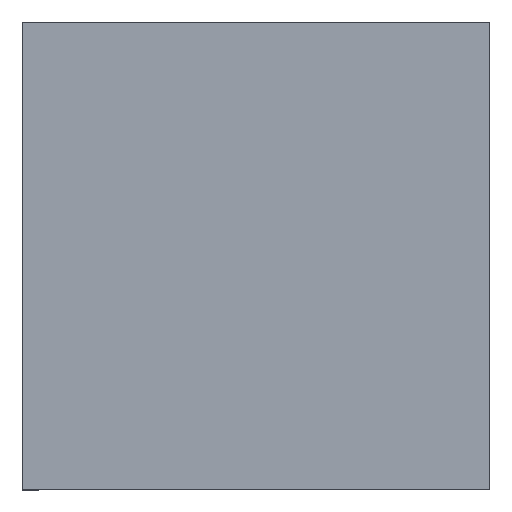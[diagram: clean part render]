
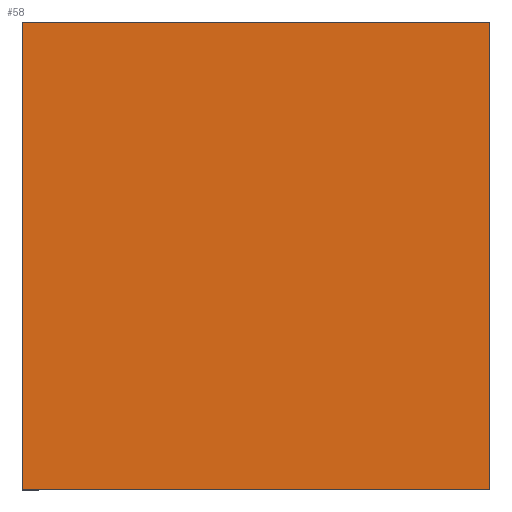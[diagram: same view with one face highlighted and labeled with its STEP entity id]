
A CAD part, top view. The second image highlights one B-rep face of the part: STEP entity #58.
In plain terms, the highlighted planar face has unit normal (0, 0, 1).
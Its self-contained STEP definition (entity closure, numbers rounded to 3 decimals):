
#14 = CARTESIAN_POINT ( 'NONE',  ( 12.7, 12.7, 1. ) ) ;
#16 = CARTESIAN_POINT ( 'NONE',  ( -12.7, 12.7, 1. ) ) ;
#23 = LINE ( 'NONE', #14, #223 ) ;
#58 = ADVANCED_FACE ( 'NONE', ( #95 ), #205, .T. ) ;
#62 = DIRECTION ( 'NONE',  ( 0., 0., 1. ) ) ;
#64 = CARTESIAN_POINT ( 'NONE',  ( -12.7, -12.7, 1. ) ) ;
#66 = CARTESIAN_POINT ( 'NONE',  ( 12.7, -12.7, 1. ) ) ;
#67 = VERTEX_POINT ( 'NONE', #66 ) ;
#76 = CARTESIAN_POINT ( 'NONE',  ( 0., 0., 1. ) ) ;
#81 = LINE ( 'NONE', #138, #131 ) ;
#90 = VERTEX_POINT ( 'NONE', #121 ) ;
#95 = FACE_OUTER_BOUND ( 'NONE', #176, .T. ) ;
#101 = EDGE_CURVE ( 'NONE', #118, #67, #81, .T. ) ;
#103 = VERTEX_POINT ( 'NONE', #210 ) ;
#105 = DIRECTION ( 'NONE',  ( 0., 1., 0. ) ) ;
#106 = VECTOR ( 'NONE', #162, 1000. ) ;
#107 = CARTESIAN_POINT ( 'NONE',  ( -12.7, 12.7, 1. ) ) ;
#118 = VERTEX_POINT ( 'NONE', #64 ) ;
#121 = CARTESIAN_POINT ( 'NONE',  ( -12.7, 12.7, 1. ) ) ;
#126 = ORIENTED_EDGE ( 'NONE', *, *, #101, .T. ) ;
#127 = DIRECTION ( 'NONE',  ( 1., 0., 0. ) ) ;
#131 = VECTOR ( 'NONE', #155, 1000. ) ;
#135 = EDGE_CURVE ( 'NONE', #67, #103, #23, .T. ) ;
#138 = CARTESIAN_POINT ( 'NONE',  ( -12.7, -12.7, 1. ) ) ;
#142 = DIRECTION ( 'NONE',  ( -1., 0., 0. ) ) ;
#149 = LINE ( 'NONE', #107, #106 ) ;
#155 = DIRECTION ( 'NONE',  ( 1., 0., 0. ) ) ;
#156 = LINE ( 'NONE', #16, #208 ) ;
#160 = EDGE_CURVE ( 'NONE', #103, #90, #156, .T. ) ;
#162 = DIRECTION ( 'NONE',  ( 0., -1., 0. ) ) ;
#176 = EDGE_LOOP ( 'NONE', ( #226, #126, #185, #184 ) ) ;
#184 = ORIENTED_EDGE ( 'NONE', *, *, #160, .T. ) ;
#185 = ORIENTED_EDGE ( 'NONE', *, *, #135, .T. ) ;
#198 = AXIS2_PLACEMENT_3D ( 'NONE', #76, #62, #127 ) ;
#202 = EDGE_CURVE ( 'NONE', #90, #118, #149, .T. ) ;
#205 = PLANE ( 'NONE',  #198 ) ;
#208 = VECTOR ( 'NONE', #142, 1000. ) ;
#210 = CARTESIAN_POINT ( 'NONE',  ( 12.7, 12.7, 1. ) ) ;
#223 = VECTOR ( 'NONE', #105, 1000. ) ;
#226 = ORIENTED_EDGE ( 'NONE', *, *, #202, .T. ) ;
